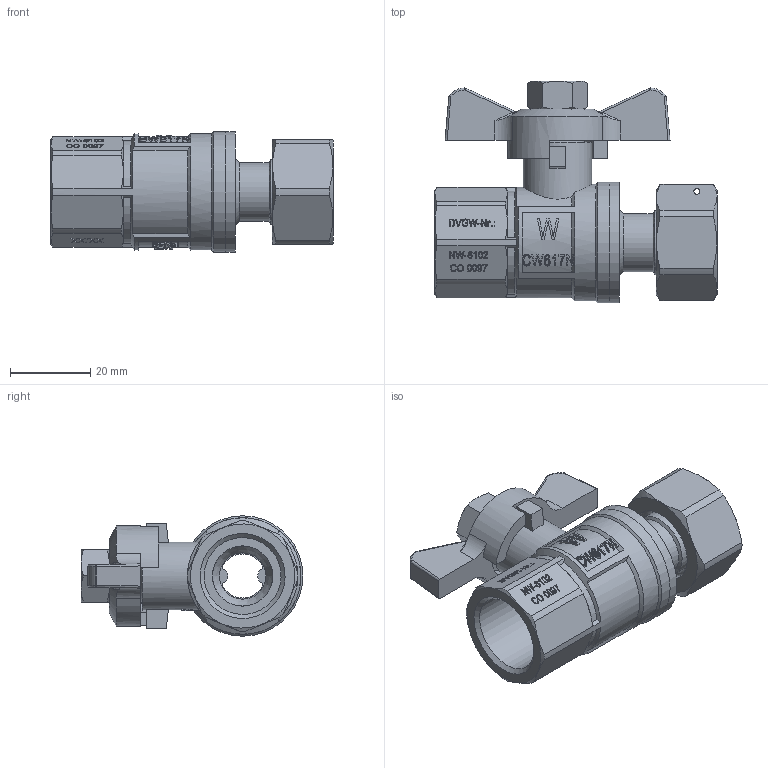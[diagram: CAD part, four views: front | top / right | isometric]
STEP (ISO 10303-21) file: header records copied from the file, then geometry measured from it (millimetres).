
FILE_DESCRIPTION(/* description */ ('Unknown'),/* implementation_level */ '2;1');
FILE_NAME(/* name */ '755-44',/* time_stamp */ '2022-06-30T11:23:16+02:00',/* author */ ('Unknown'),/* organization */ ('Unknown'),/* preprocessor_version */ 'ST-DEVELOPER v16.7',/* originating_system */ 'Solid Edge',/* authorisation */ 'Unknown');
FILE_SCHEMA (('AUTOMOTIVE_DESIGN {1 0 10303 214 3 1 1}'));
Length unit declared in the file: millimetre
Products named in the file (14): 755-44; Bausatz_oa_0; Kvrper; 600-1_2-Stopfbuchse; 600-1_2-Spindeldichtung; 600-1_2-Spindel; 725-44; _berwurfmutter; Speerring; Dichtung; St_tze; Fl_gel-Griff-co; 600-1_2-Mutter-Fl-G; F-griff
Assembly tree (13 placements, depth 3):
  755-44
    Bausatz_oa_0
      Kvrper
      600-1_2-Stopfbuchse
      600-1_2-Spindeldichtung
      600-1_2-Spindel
    725-44
      _berwurfmutter
      Speerring
      Dichtung
      St_tze
    Fl_gel-Griff-co
      600-1_2-Mutter-Fl-G
      F-griff
Bounding box: 70.2 x 55.2 x 30 mm (x, y, z)
Volume: 28501.5 mm3; surface area: 22787.2 mm2
Topology: 10 solids, 10 shells, 1756 faces, 4881 edges, 3237 vertices
Faces by surface type: plane 1564, cylinder 111, cone 56, bspline 14, sphere 10, torus 1
Full cylindrical faces by diameter (mm): 1.5 x1, 6.75 x1, 6.8 x1, 8.9 x1, 9 x2, 9.1 x2, 10.5 x1, 11 x2, 11.5 x1, 12 x1, 12.3 x1, 12.5 x1, 14 x1, 14.5 x1, 15 x1, 16 x2, 17 x1, 18.5 x3, 18.631 x1, 18.8 x1, 19.141 x1, 20.5 x1, 21 x2, 24.5 x1, 26 x1, 26.5 x1, 29 x1, 30 x2
Entity records: 60459 total; most frequent: CARTESIAN_POINT 14612, ORIENTED_EDGE 9594, DIRECTION 9324, EDGE_CURVE 4797, LINE 3492, VECTOR 3492, VERTEX_POINT 3219, AXIS2_PLACEMENT_3D 2916
